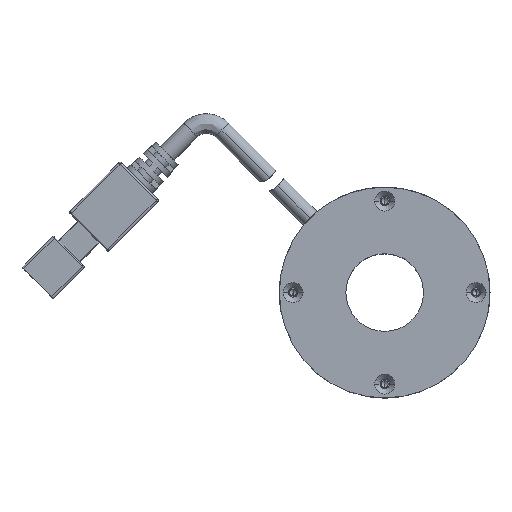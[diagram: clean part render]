
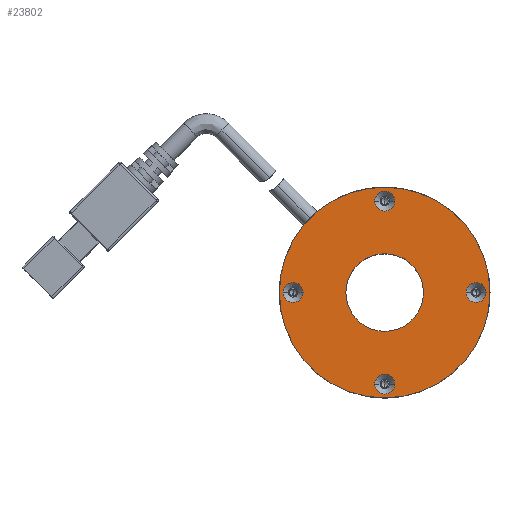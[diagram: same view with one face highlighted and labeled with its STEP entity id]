
A CAD part, top view. The second image highlights one B-rep face of the part: STEP entity #23802.
In plain terms, the highlighted planar face has unit normal (0, 0, 1).
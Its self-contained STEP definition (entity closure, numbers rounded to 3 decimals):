
#57 = DIRECTION ( 'NONE',  ( 0., 0., -1. ) ) ;
#109 = CARTESIAN_POINT ( 'NONE',  ( 0., 0., 11.165 ) ) ;
#265 = CARTESIAN_POINT ( 'NONE',  ( -16.5, 0., 11.165 ) ) ;
#823 = EDGE_LOOP ( 'NONE', ( #17816, #8046 ) ) ;
#1011 = CIRCLE ( 'NONE', #7434, 1.8 ) ;
#1037 = EDGE_CURVE ( 'NONE', #21515, #14174, #17174, .T. ) ;
#1493 = CARTESIAN_POINT ( 'NONE',  ( -16.5, 0., 11.165 ) ) ;
#1552 = DIRECTION ( 'NONE',  ( 1., 0., 0. ) ) ;
#2027 = DIRECTION ( 'NONE',  ( 1., 0., 0. ) ) ;
#2161 = DIRECTION ( 'NONE',  ( 1., 0., 0. ) ) ;
#2327 = CARTESIAN_POINT ( 'NONE',  ( 1.8, -16.5, 11.165 ) ) ;
#2390 = VERTEX_POINT ( 'NONE', #12715 ) ;
#2620 = EDGE_CURVE ( 'NONE', #3780, #16245, #8148, .T. ) ;
#2645 = DIRECTION ( 'NONE',  ( 0., 0., -1. ) ) ;
#2939 = AXIS2_PLACEMENT_3D ( 'NONE', #11495, #57, #13376 ) ;
#2981 = CARTESIAN_POINT ( 'NONE',  ( 18.3, 0., 11.165 ) ) ;
#3080 = EDGE_LOOP ( 'NONE', ( #21094, #15202 ) ) ;
#3287 = ORIENTED_EDGE ( 'NONE', *, *, #11415, .T. ) ;
#3780 = VERTEX_POINT ( 'NONE', #12953 ) ;
#3956 = FACE_BOUND ( 'NONE', #23157, .T. ) ;
#4678 = DIRECTION ( 'NONE',  ( 0., 0., -1. ) ) ;
#4897 = EDGE_CURVE ( 'NONE', #21516, #9879, #12787, .T. ) ;
#4971 = AXIS2_PLACEMENT_3D ( 'NONE', #6200, #19495, #8130 ) ;
#4986 = CARTESIAN_POINT ( 'NONE',  ( 0., 0., 11.165 ) ) ;
#5222 = CIRCLE ( 'NONE', #5417, 1.8 ) ;
#5258 = DIRECTION ( 'NONE',  ( 0., 0., -1. ) ) ;
#5417 = AXIS2_PLACEMENT_3D ( 'NONE', #16083, #4678, #17974 ) ;
#5451 = CIRCLE ( 'NONE', #4971, 19. ) ;
#5967 = CIRCLE ( 'NONE', #11078, 1.8 ) ;
#6024 = AXIS2_PLACEMENT_3D ( 'NONE', #10679, #5258, #10939 ) ;
#6142 = CARTESIAN_POINT ( 'NONE',  ( 0., -16.5, 11.165 ) ) ;
#6200 = CARTESIAN_POINT ( 'NONE',  ( 0., 0., 11.165 ) ) ;
#6320 = CARTESIAN_POINT ( 'NONE',  ( -1.8, 16.5, 11.165 ) ) ;
#6399 = ORIENTED_EDGE ( 'NONE', *, *, #12609, .T. ) ;
#6457 = AXIS2_PLACEMENT_3D ( 'NONE', #10497, #23819, #12388 ) ;
#6916 = DIRECTION ( 'NONE',  ( -1., 0., 0. ) ) ;
#7242 = EDGE_CURVE ( 'NONE', #22261, #21131, #5222, .T. ) ;
#7295 = AXIS2_PLACEMENT_3D ( 'NONE', #109, #13434, #2027 ) ;
#7434 = AXIS2_PLACEMENT_3D ( 'NONE', #265, #13572, #2161 ) ;
#8032 = CARTESIAN_POINT ( 'NONE',  ( -18.3, 0., 11.165 ) ) ;
#8046 = ORIENTED_EDGE ( 'NONE', *, *, #8639, .T. ) ;
#8086 = DIRECTION ( 'NONE',  ( 1., 0., 0. ) ) ;
#8126 = AXIS2_PLACEMENT_3D ( 'NONE', #24440, #13002, #1552 ) ;
#8130 = DIRECTION ( 'NONE',  ( -1., 0., 0. ) ) ;
#8148 = CIRCLE ( 'NONE', #6024, 1.8 ) ;
#8238 = CIRCLE ( 'NONE', #6457, 7. ) ;
#8639 = EDGE_CURVE ( 'NONE', #24767, #20718, #21384, .T. ) ;
#9064 = FACE_BOUND ( 'NONE', #19758, .T. ) ;
#9316 = CARTESIAN_POINT ( 'NONE',  ( -19., 0., 11.165 ) ) ;
#9523 = DIRECTION ( 'NONE',  ( 0., 0., -1. ) ) ;
#9879 = VERTEX_POINT ( 'NONE', #15470 ) ;
#10099 = AXIS2_PLACEMENT_3D ( 'NONE', #20894, #9523, #22825 ) ;
#10497 = CARTESIAN_POINT ( 'NONE',  ( 0., 0., 11.165 ) ) ;
#10679 = CARTESIAN_POINT ( 'NONE',  ( 0., -16.5, 11.165 ) ) ;
#10834 = AXIS2_PLACEMENT_3D ( 'NONE', #4986, #18265, #6916 ) ;
#10939 = DIRECTION ( 'NONE',  ( 1., 0., 0. ) ) ;
#10987 = ORIENTED_EDGE ( 'NONE', *, *, #16158, .T. ) ;
#11078 = AXIS2_PLACEMENT_3D ( 'NONE', #14046, #2645, #15959 ) ;
#11415 = EDGE_CURVE ( 'NONE', #21131, #22261, #5967, .T. ) ;
#11495 = CARTESIAN_POINT ( 'NONE',  ( 0., 0., 11.165 ) ) ;
#11649 = CARTESIAN_POINT ( 'NONE',  ( 1.8, 16.5, 11.165 ) ) ;
#12357 = EDGE_CURVE ( 'NONE', #23176, #2390, #8238, .T. ) ;
#12388 = DIRECTION ( 'NONE',  ( -1., 0., 0. ) ) ;
#12609 = EDGE_CURVE ( 'NONE', #2390, #23176, #19782, .T. ) ;
#12715 = CARTESIAN_POINT ( 'NONE',  ( -7., 0., 11.165 ) ) ;
#12787 = CIRCLE ( 'NONE', #10834, 19. ) ;
#12953 = CARTESIAN_POINT ( 'NONE',  ( -1.8, -16.5, 11.165 ) ) ;
#13002 = DIRECTION ( 'NONE',  ( 0., 0., -1. ) ) ;
#13029 = EDGE_CURVE ( 'NONE', #16245, #3780, #18249, .T. ) ;
#13376 = DIRECTION ( 'NONE',  ( -1., 0., 0. ) ) ;
#13434 = DIRECTION ( 'NONE',  ( 0., 0., 1. ) ) ;
#13471 = AXIS2_PLACEMENT_3D ( 'NONE', #6142, #19443, #8086 ) ;
#13572 = DIRECTION ( 'NONE',  ( 0., 0., -1. ) ) ;
#13687 = CARTESIAN_POINT ( 'NONE',  ( 14.7, 0., 11.165 ) ) ;
#14046 = CARTESIAN_POINT ( 'NONE',  ( 0., 16.5, 11.165 ) ) ;
#14174 = VERTEX_POINT ( 'NONE', #8032 ) ;
#14581 = CARTESIAN_POINT ( 'NONE',  ( 7., 0., 11.165 ) ) ;
#15202 = ORIENTED_EDGE ( 'NONE', *, *, #20126, .F. ) ;
#15396 = ORIENTED_EDGE ( 'NONE', *, *, #1037, .T. ) ;
#15470 = CARTESIAN_POINT ( 'NONE',  ( 19., 0., 11.165 ) ) ;
#15487 = EDGE_LOOP ( 'NONE', ( #19339, #3287 ) ) ;
#15876 = FACE_OUTER_BOUND ( 'NONE', #3080, .T. ) ;
#15959 = DIRECTION ( 'NONE',  ( 1., 0., 0. ) ) ;
#16083 = CARTESIAN_POINT ( 'NONE',  ( 0., 16.5, 11.165 ) ) ;
#16158 = EDGE_CURVE ( 'NONE', #14174, #21515, #1011, .T. ) ;
#16231 = DIRECTION ( 'NONE',  ( 0., 0., -1. ) ) ;
#16245 = VERTEX_POINT ( 'NONE', #2327 ) ;
#16581 = ORIENTED_EDGE ( 'NONE', *, *, #12357, .T. ) ;
#16864 = CARTESIAN_POINT ( 'NONE',  ( -14.7, 0., 11.165 ) ) ;
#17150 = AXIS2_PLACEMENT_3D ( 'NONE', #1493, #16231, #18662 ) ;
#17174 = CIRCLE ( 'NONE', #17150, 1.8 ) ;
#17206 = PLANE ( 'NONE',  #7295 ) ;
#17816 = ORIENTED_EDGE ( 'NONE', *, *, #18525, .T. ) ;
#17974 = DIRECTION ( 'NONE',  ( 1., 0., 0. ) ) ;
#18249 = CIRCLE ( 'NONE', #13471, 1.8 ) ;
#18265 = DIRECTION ( 'NONE',  ( 0., 0., -1. ) ) ;
#18525 = EDGE_CURVE ( 'NONE', #20718, #24767, #22852, .T. ) ;
#18551 = FACE_BOUND ( 'NONE', #15487, .T. ) ;
#18662 = DIRECTION ( 'NONE',  ( 1., 0., 0. ) ) ;
#19160 = FACE_BOUND ( 'NONE', #823, .T. ) ;
#19339 = ORIENTED_EDGE ( 'NONE', *, *, #7242, .T. ) ;
#19443 = DIRECTION ( 'NONE',  ( 0., 0., -1. ) ) ;
#19495 = DIRECTION ( 'NONE',  ( 0., 0., -1. ) ) ;
#19758 = EDGE_LOOP ( 'NONE', ( #6399, #16581 ) ) ;
#19782 = CIRCLE ( 'NONE', #2939, 7. ) ;
#20126 = EDGE_CURVE ( 'NONE', #9879, #21516, #5451, .T. ) ;
#20718 = VERTEX_POINT ( 'NONE', #2981 ) ;
#20754 = ORIENTED_EDGE ( 'NONE', *, *, #13029, .T. ) ;
#20894 = CARTESIAN_POINT ( 'NONE',  ( 16.5, 0., 11.165 ) ) ;
#21094 = ORIENTED_EDGE ( 'NONE', *, *, #4897, .F. ) ;
#21131 = VERTEX_POINT ( 'NONE', #6320 ) ;
#21384 = CIRCLE ( 'NONE', #10099, 1.8 ) ;
#21515 = VERTEX_POINT ( 'NONE', #16864 ) ;
#21516 = VERTEX_POINT ( 'NONE', #9316 ) ;
#22261 = VERTEX_POINT ( 'NONE', #11649 ) ;
#22825 = DIRECTION ( 'NONE',  ( 1., 0., 0. ) ) ;
#22852 = CIRCLE ( 'NONE', #8126, 1.8 ) ;
#23157 = EDGE_LOOP ( 'NONE', ( #20754, #24071 ) ) ;
#23176 = VERTEX_POINT ( 'NONE', #14581 ) ;
#23631 = FACE_BOUND ( 'NONE', #24762, .T. ) ;
#23802 = ADVANCED_FACE ( 'NONE', ( #9064, #15876, #19160, #3956, #23631, #18551 ), #17206, .T. ) ;
#23819 = DIRECTION ( 'NONE',  ( 0., 0., -1. ) ) ;
#24071 = ORIENTED_EDGE ( 'NONE', *, *, #2620, .T. ) ;
#24440 = CARTESIAN_POINT ( 'NONE',  ( 16.5, 0., 11.165 ) ) ;
#24762 = EDGE_LOOP ( 'NONE', ( #15396, #10987 ) ) ;
#24767 = VERTEX_POINT ( 'NONE', #13687 ) ;
